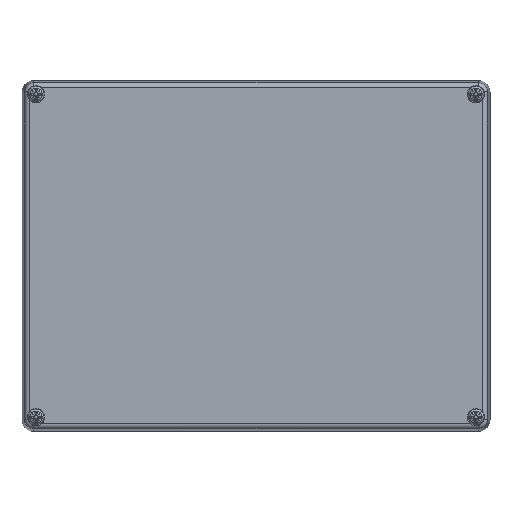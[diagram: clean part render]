
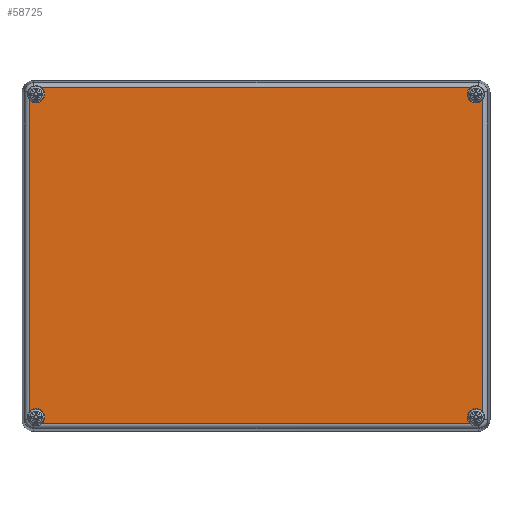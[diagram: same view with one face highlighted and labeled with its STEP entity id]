
A CAD part, top view. The second image highlights one B-rep face of the part: STEP entity #58725.
In plain terms, the highlighted planar face has unit normal (0, 0, 1).
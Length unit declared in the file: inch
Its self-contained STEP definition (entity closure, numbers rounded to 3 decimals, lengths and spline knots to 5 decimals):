
#338 = LINE ( 'NONE', #560, #32861 ) ;
#462 = CARTESIAN_POINT ( 'NONE',  ( -3.81496, 0., 2.55906 ) ) ;
#560 = CARTESIAN_POINT ( 'NONE',  ( 0., -2.83071, 2.55906 ) ) ;
#1492 = VECTOR ( 'NONE', #30562, 39.37008 ) ;
#1763 = VERTEX_POINT ( 'NONE', #26062 ) ;
#2942 = CARTESIAN_POINT ( 'NONE',  ( 0., 2.83071, 2.55906 ) ) ;
#3047 = CARTESIAN_POINT ( 'NONE',  ( -3.70079, 2.71654, 2.55906 ) ) ;
#4006 = VERTEX_POINT ( 'NONE', #4016 ) ;
#4016 = CARTESIAN_POINT ( 'NONE',  ( 3.81496, 2.62607, 2.55906 ) ) ;
#6045 = VERTEX_POINT ( 'NONE', #24696 ) ;
#7343 = VECTOR ( 'NONE', #13114, 39.37008 ) ;
#7450 = EDGE_LOOP ( 'NONE', ( #56028, #46723, #54489, #34703, #37263, #10339, #15776, #17815 ) ) ;
#7740 = DIRECTION ( 'NONE',  ( 0., 0., 1. ) ) ;
#7884 = VERTEX_POINT ( 'NONE', #58454 ) ;
#10034 = AXIS2_PLACEMENT_3D ( 'NONE', #3047, #18600, #63028 ) ;
#10257 = EDGE_CURVE ( 'NONE', #63418, #1763, #28858, .T. ) ;
#10339 = ORIENTED_EDGE ( 'NONE', *, *, #10257, .F. ) ;
#13114 = DIRECTION ( 'NONE',  ( 1., 0., 0. ) ) ;
#13171 = AXIS2_PLACEMENT_3D ( 'NONE', #47057, #7740, #27458 ) ;
#13477 = EDGE_CURVE ( 'NONE', #4006, #63418, #24251, .T. ) ;
#14509 = DIRECTION ( 'NONE',  ( 0., 0., 1. ) ) ;
#15776 = ORIENTED_EDGE ( 'NONE', *, *, #13477, .F. ) ;
#17815 = ORIENTED_EDGE ( 'NONE', *, *, #51324, .F. ) ;
#18600 = DIRECTION ( 'NONE',  ( 0., 0., 1. ) ) ;
#19381 = FACE_OUTER_BOUND ( 'NONE', #7450, .T. ) ;
#22595 = DIRECTION ( 'NONE',  ( 0., -1., 0. ) ) ;
#23205 = AXIS2_PLACEMENT_3D ( 'NONE', #58915, #14509, #44295 ) ;
#24251 = LINE ( 'NONE', #61790, #45769 ) ;
#24696 = CARTESIAN_POINT ( 'NONE',  ( 3.61032, 2.83071, 2.55906 ) ) ;
#25453 = DIRECTION ( 'NONE',  ( -1., 0., 0. ) ) ;
#26062 = CARTESIAN_POINT ( 'NONE',  ( 3.61032, -2.83071, 2.55906 ) ) ;
#27458 = DIRECTION ( 'NONE',  ( 1., 0., 0. ) ) ;
#27556 = VERTEX_POINT ( 'NONE', #36511 ) ;
#28858 = CIRCLE ( 'NONE', #23205, 0.14567 ) ;
#29125 = AXIS2_PLACEMENT_3D ( 'NONE', #63508, #33585, #38723 ) ;
#29908 = EDGE_CURVE ( 'NONE', #7884, #27556, #39464, .T. ) ;
#30562 = DIRECTION ( 'NONE',  ( 0., 1., 0. ) ) ;
#31498 = CARTESIAN_POINT ( 'NONE',  ( -3.61032, -2.83071, 2.55906 ) ) ;
#32861 = VECTOR ( 'NONE', #25453, 39.37008 ) ;
#33585 = DIRECTION ( 'NONE',  ( 0., 0., 1. ) ) ;
#34703 = ORIENTED_EDGE ( 'NONE', *, *, #55870, .F. ) ;
#36221 = PLANE ( 'NONE',  #61786 ) ;
#36511 = CARTESIAN_POINT ( 'NONE',  ( -3.61032, 2.83071, 2.55906 ) ) ;
#37094 = LINE ( 'NONE', #462, #1492 ) ;
#37263 = ORIENTED_EDGE ( 'NONE', *, *, #42896, .F. ) ;
#38723 = DIRECTION ( 'NONE',  ( 1., 0., 0. ) ) ;
#39464 = CIRCLE ( 'NONE', #10034, 0.14567 ) ;
#40733 = CARTESIAN_POINT ( 'NONE',  ( 0., 0., 2.55906 ) ) ;
#42440 = CIRCLE ( 'NONE', #29125, 0.14567 ) ;
#42896 = EDGE_CURVE ( 'NONE', #1763, #44552, #338, .T. ) ;
#44295 = DIRECTION ( 'NONE',  ( 1., 0., 0. ) ) ;
#44552 = VERTEX_POINT ( 'NONE', #31498 ) ;
#45769 = VECTOR ( 'NONE', #22595, 39.37008 ) ;
#46107 = DIRECTION ( 'NONE',  ( 0., 0., -1. ) ) ;
#46723 = ORIENTED_EDGE ( 'NONE', *, *, #29908, .F. ) ;
#47057 = CARTESIAN_POINT ( 'NONE',  ( 3.70079, 2.71654, 2.55906 ) ) ;
#47584 = CIRCLE ( 'NONE', #13171, 0.14567 ) ;
#51324 = EDGE_CURVE ( 'NONE', #6045, #4006, #47584, .T. ) ;
#52163 = VERTEX_POINT ( 'NONE', #52544 ) ;
#52544 = CARTESIAN_POINT ( 'NONE',  ( -3.81496, -2.62607, 2.55906 ) ) ;
#54387 = LINE ( 'NONE', #2942, #7343 ) ;
#54489 = ORIENTED_EDGE ( 'NONE', *, *, #59128, .F. ) ;
#55870 = EDGE_CURVE ( 'NONE', #44552, #52163, #42440, .T. ) ;
#56028 = ORIENTED_EDGE ( 'NONE', *, *, #62697, .F. ) ;
#58454 = CARTESIAN_POINT ( 'NONE',  ( -3.81496, 2.62607, 2.55906 ) ) ;
#58725 = ADVANCED_FACE ( 'NONE', ( #19381 ), #36221, .F. ) ;
#58915 = CARTESIAN_POINT ( 'NONE',  ( 3.70079, -2.71654, 2.55906 ) ) ;
#59128 = EDGE_CURVE ( 'NONE', #52163, #7884, #37094, .T. ) ;
#60326 = DIRECTION ( 'NONE',  ( 1., 0., 0. ) ) ;
#61786 = AXIS2_PLACEMENT_3D ( 'NONE', #40733, #46107, #60326 ) ;
#61790 = CARTESIAN_POINT ( 'NONE',  ( 3.81496, 0., 2.55906 ) ) ;
#62547 = CARTESIAN_POINT ( 'NONE',  ( 3.81496, -2.62607, 2.55906 ) ) ;
#62697 = EDGE_CURVE ( 'NONE', #27556, #6045, #54387, .T. ) ;
#63028 = DIRECTION ( 'NONE',  ( 1., 0., 0. ) ) ;
#63418 = VERTEX_POINT ( 'NONE', #62547 ) ;
#63508 = CARTESIAN_POINT ( 'NONE',  ( -3.70079, -2.71654, 2.55906 ) ) ;
